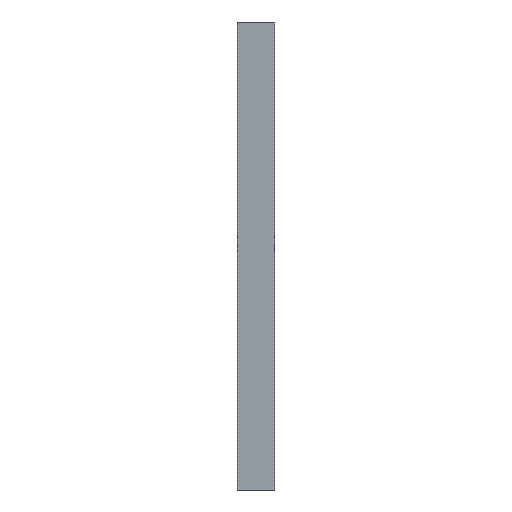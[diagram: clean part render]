
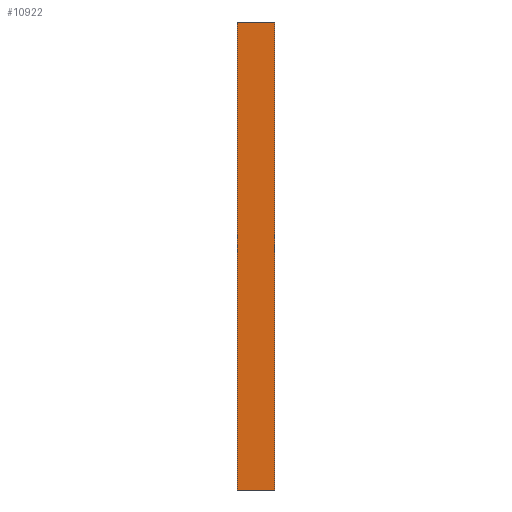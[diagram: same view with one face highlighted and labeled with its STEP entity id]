
A CAD part, left-side view. The second image highlights one B-rep face of the part: STEP entity #10922.
In plain terms, the highlighted planar face has unit normal (-1, 0, 0).
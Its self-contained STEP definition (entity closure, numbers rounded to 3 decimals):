
#3746 = FACE_OUTER_BOUND ( 'NONE', #9682, .T. ) ;
#3767 = PLANE ( 'NONE',  #3768 ) ;
#3768 = AXIS2_PLACEMENT_3D ( 'NONE', #3769, #3770, #3771 ) ;
#3769 = CARTESIAN_POINT ( 'NONE',  ( -60., 8., -50. ) ) ;
#3770 = DIRECTION ( 'NONE',  ( 1., 0., 0. ) ) ;
#3771 = DIRECTION ( 'NONE',  ( 0., 0., -1. ) ) ;
#3869 = LINE ( 'NONE', #3870, #3871 ) ;
#3870 = CARTESIAN_POINT ( 'NONE',  ( -60., 0., -50. ) ) ;
#3871 = VECTOR ( 'NONE', #3872, 1000. ) ;
#3872 = DIRECTION ( 'NONE',  ( 0., 0., 1. ) ) ;
#4006 = LINE ( 'NONE', #4007, #4008 ) ;
#4007 = CARTESIAN_POINT ( 'NONE',  ( -60., 8., -50. ) ) ;
#4008 = VECTOR ( 'NONE', #4009, 1000. ) ;
#4009 = DIRECTION ( 'NONE',  ( 0., 0., 1. ) ) ;
#4065 = CARTESIAN_POINT ( 'NONE',  ( -60., 0., -50. ) ) ;
#4190 = CARTESIAN_POINT ( 'NONE',  ( -60., 0., 50. ) ) ;
#4212 = CARTESIAN_POINT ( 'NONE',  ( -60., 8., -50. ) ) ;
#4782 = VERTEX_POINT ( 'NONE', #14553 ) ;
#4799 = LINE ( 'NONE', #4800, #4801 ) ;
#4800 = CARTESIAN_POINT ( 'NONE',  ( -60., 8., 50. ) ) ;
#4801 = VECTOR ( 'NONE', #4802, 1000. ) ;
#4802 = DIRECTION ( 'NONE',  ( 0., -1., 0. ) ) ;
#7256 = LINE ( 'NONE', #7257, #7258 ) ;
#7257 = CARTESIAN_POINT ( 'NONE',  ( -60., 8., -50. ) ) ;
#7258 = VECTOR ( 'NONE', #7263, 1000. ) ;
#7263 = DIRECTION ( 'NONE',  ( 0., -1., 0. ) ) ;
#9682 = EDGE_LOOP ( 'NONE', ( #11538, #12016, #12747, #15148 ) ) ;
#10922 = ADVANCED_FACE ( 'NONE', ( #3746 ), #3767, .F. ) ;
#11008 = EDGE_CURVE ( 'NONE', #11289, #11493, #3869, .T. ) ;
#11242 = EDGE_CURVE ( 'NONE', #11517, #4782, #4006, .T. ) ;
#11289 = VERTEX_POINT ( 'NONE', #4065 ) ;
#11493 = VERTEX_POINT ( 'NONE', #4190 ) ;
#11517 = VERTEX_POINT ( 'NONE', #4212 ) ;
#11538 = ORIENTED_EDGE ( 'NONE', *, *, #11008, .T. ) ;
#12016 = ORIENTED_EDGE ( 'NONE', *, *, #12382, .F. ) ;
#12382 = EDGE_CURVE ( 'NONE', #4782, #11493, #4799, .T. ) ;
#12747 = ORIENTED_EDGE ( 'NONE', *, *, #11242, .F. ) ;
#14553 = CARTESIAN_POINT ( 'NONE',  ( -60., 8., 50. ) ) ;
#15148 = ORIENTED_EDGE ( 'NONE', *, *, #15543, .T. ) ;
#15543 = EDGE_CURVE ( 'NONE', #11517, #11289, #7256, .T. ) ;
